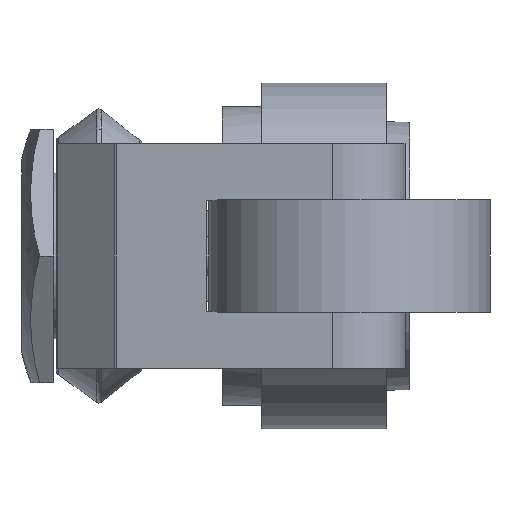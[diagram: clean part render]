
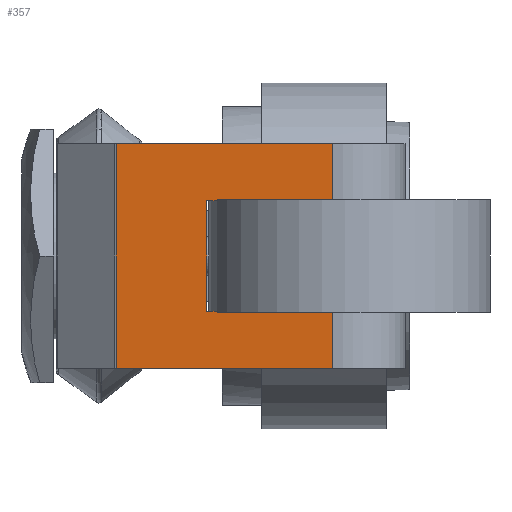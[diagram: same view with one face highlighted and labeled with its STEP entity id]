
A CAD part, left-side view. The second image highlights one B-rep face of the part: STEP entity #357.
In plain terms, the highlighted planar face has unit normal (-0.995, 0.105, 0).
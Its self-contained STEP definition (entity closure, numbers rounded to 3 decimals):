
#357 = ADVANCED_FACE( '', ( #779 ), #780, .F. );
#779 = FACE_OUTER_BOUND( '', #1287, .T. );
#780 = PLANE( '', #1288 );
#1287 = EDGE_LOOP( '', ( #2322, #2323, #2324, #2325, #2326, #2327, #2328, #2329, #2330, #2331, #2332, #2333 ) );
#1288 = AXIS2_PLACEMENT_3D( '', #2334, #2335, #2336 );
#2322 = ORIENTED_EDGE( '', *, *, #3084, .F. );
#2323 = ORIENTED_EDGE( '', *, *, #3263, .T. );
#2324 = ORIENTED_EDGE( '', *, *, #3229, .F. );
#2325 = ORIENTED_EDGE( '', *, *, #3272, .F. );
#2326 = ORIENTED_EDGE( '', *, *, #3273, .T. );
#2327 = ORIENTED_EDGE( '', *, *, #3274, .T. );
#2328 = ORIENTED_EDGE( '', *, *, #3193, .F. );
#2329 = ORIENTED_EDGE( '', *, *, #3226, .F. );
#2330 = ORIENTED_EDGE( '', *, *, #3075, .F. );
#2331 = ORIENTED_EDGE( '', *, *, #3275, .F. );
#2332 = ORIENTED_EDGE( '', *, *, #3160, .F. );
#2333 = ORIENTED_EDGE( '', *, *, #3210, .F. );
#2334 = CARTESIAN_POINT( '', ( -65.978, -19.056, 28.5 ) );
#2335 = DIRECTION( '', ( 0.995, -0.105, 0. ) );
#2336 = DIRECTION( '', ( 0.105, 0.995, 0. ) );
#3075 = EDGE_CURVE( '', #3786, #3788, #3789, .T. );
#3084 = EDGE_CURVE( '', #3802, #3804, #3805, .T. );
#3160 = EDGE_CURVE( '', #3921, #3922, #3923, .T. );
#3193 = EDGE_CURVE( '', #3969, #3972, #3973, .T. );
#3210 = EDGE_CURVE( '', #3804, #3921, #3992, .T. );
#3226 = EDGE_CURVE( '', #3788, #3969, #4013, .T. );
#3229 = EDGE_CURVE( '', #4016, #4017, #4018, .T. );
#3263 = EDGE_CURVE( '', #3802, #4017, #4061, .T. );
#3272 = EDGE_CURVE( '', #4071, #4016, #4072, .T. );
#3273 = EDGE_CURVE( '', #4071, #4073, #4074, .T. );
#3274 = EDGE_CURVE( '', #4073, #3972, #4075, .T. );
#3275 = EDGE_CURVE( '', #3922, #3786, #4076, .T. );
#3786 = VERTEX_POINT( '', #4879 );
#3788 = VERTEX_POINT( '', #4881 );
#3789 = LINE( '', #4882, #4883 );
#3802 = VERTEX_POINT( '', #4900 );
#3804 = VERTEX_POINT( '', #4902 );
#3805 = LINE( '', #4903, #4904 );
#3921 = VERTEX_POINT( '', #5067 );
#3922 = VERTEX_POINT( '', #5068 );
#3923 = LINE( '', #5069, #5070 );
#3969 = VERTEX_POINT( '', #5138 );
#3972 = VERTEX_POINT( '', #5141 );
#3973 = LINE( '', #5142, #5143 );
#3992 = LINE( '', #5170, #5171 );
#4013 = LINE( '', #5206, #5207 );
#4016 = VERTEX_POINT( '', #5211 );
#4017 = VERTEX_POINT( '', #5212 );
#4018 = LINE( '', #5213, #5214 );
#4061 = LINE( '', #5273, #5274 );
#4071 = VERTEX_POINT( '', #5287 );
#4072 = LINE( '', #5288, #5289 );
#4073 = VERTEX_POINT( '', #5290 );
#4074 = LINE( '', #5291, #5292 );
#4075 = LINE( '', #5293, #5294 );
#4076 = LINE( '', #5295, #5296 );
#4879 = CARTESIAN_POINT( '', ( -68.678, -44.723, -14.1 ) );
#4881 = CARTESIAN_POINT( '', ( -68.678, -44.723, -14.25 ) );
#4882 = CARTESIAN_POINT( '', ( -68.678, -44.723, 14.25 ) );
#4883 = VECTOR( '', #5759, 1000. );
#4900 = CARTESIAN_POINT( '', ( -68.678, -44.723, 14.25 ) );
#4902 = CARTESIAN_POINT( '', ( -68.678, -44.723, 14.1 ) );
#4903 = CARTESIAN_POINT( '', ( -68.678, -44.723, 14.25 ) );
#4904 = VECTOR( '', #5776, 1000. );
#5067 = CARTESIAN_POINT( '', ( -68.392, -42., 14.1 ) );
#5068 = CARTESIAN_POINT( '', ( -68.392, -42., -14.1 ) );
#5069 = CARTESIAN_POINT( '', ( -68.392, -42., 28.5 ) );
#5070 = VECTOR( '', #5876, 1000. );
#5138 = CARTESIAN_POINT( '', ( -71.768, -74.093, -14.25 ) );
#5141 = CARTESIAN_POINT( '', ( -71.768, -74.093, -28.5 ) );
#5142 = CARTESIAN_POINT( '', ( -71.768, -74.093, 28.5 ) );
#5143 = VECTOR( '', #5911, 1000. );
#5170 = CARTESIAN_POINT( '', ( -65.978, -19.056, 14.1 ) );
#5171 = VECTOR( '', #5926, 1000. );
#5206 = CARTESIAN_POINT( '', ( -65.978, -19.056, -14.25 ) );
#5207 = VECTOR( '', #5938, 1000. );
#5211 = CARTESIAN_POINT( '', ( -71.768, -74.093, 28.5 ) );
#5212 = CARTESIAN_POINT( '', ( -71.768, -74.093, 14.25 ) );
#5213 = CARTESIAN_POINT( '', ( -71.768, -74.093, 28.5 ) );
#5214 = VECTOR( '', #5940, 1000. );
#5273 = CARTESIAN_POINT( '', ( -65.978, -19.056, 14.25 ) );
#5274 = VECTOR( '', #5981, 1000. );
#5287 = CARTESIAN_POINT( '', ( -65.978, -19.056, 28.5 ) );
#5288 = CARTESIAN_POINT( '', ( -65.978, -19.056, 28.5 ) );
#5289 = VECTOR( '', #5988, 1000. );
#5290 = CARTESIAN_POINT( '', ( -65.978, -19.056, -28.5 ) );
#5291 = CARTESIAN_POINT( '', ( -65.978, -19.056, 28.5 ) );
#5292 = VECTOR( '', #5989, 1000. );
#5293 = CARTESIAN_POINT( '', ( -65.978, -19.056, -28.5 ) );
#5294 = VECTOR( '', #5990, 1000. );
#5295 = CARTESIAN_POINT( '', ( -65.978, -19.056, -14.1 ) );
#5296 = VECTOR( '', #5991, 1000. );
#5759 = DIRECTION( '', ( 0., 0., -1. ) );
#5776 = DIRECTION( '', ( 0., 0., -1. ) );
#5876 = DIRECTION( '', ( 0., 0., -1. ) );
#5911 = DIRECTION( '', ( 0., 0., -1. ) );
#5926 = DIRECTION( '', ( 0.105, 0.995, 0. ) );
#5938 = DIRECTION( '', ( -0.105, -0.995, 0. ) );
#5940 = DIRECTION( '', ( 0., 0., -1. ) );
#5981 = DIRECTION( '', ( -0.105, -0.995, 0. ) );
#5988 = DIRECTION( '', ( -0.105, -0.995, 0. ) );
#5989 = DIRECTION( '', ( 0., 0., -1. ) );
#5990 = DIRECTION( '', ( -0.105, -0.995, 0. ) );
#5991 = DIRECTION( '', ( -0.105, -0.995, 0. ) );
